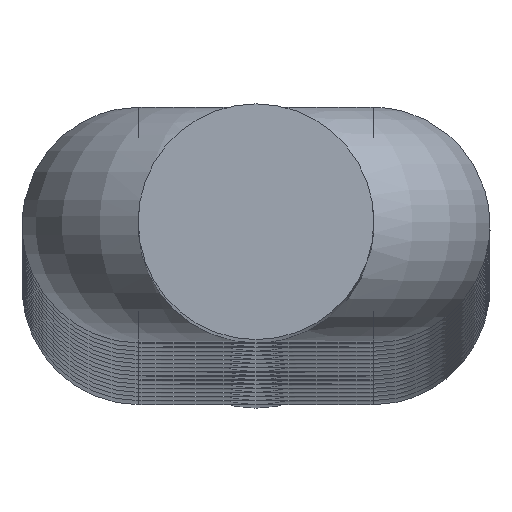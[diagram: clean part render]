
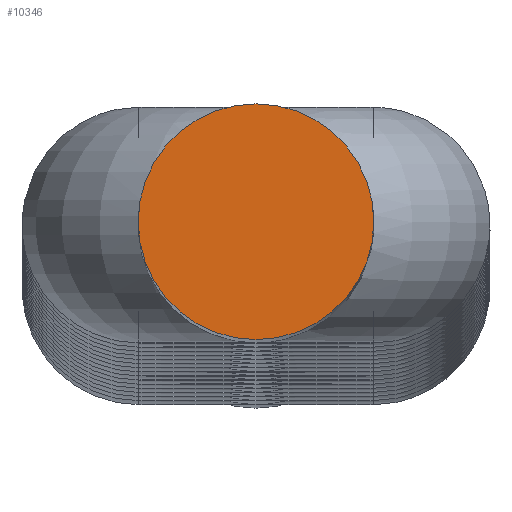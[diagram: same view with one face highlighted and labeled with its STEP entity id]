
A CAD part, top view. The second image highlights one B-rep face of the part: STEP entity #10346.
In plain terms, the highlighted planar face has unit normal (0, 0, 1).
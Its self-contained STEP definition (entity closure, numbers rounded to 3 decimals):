
#249 = CARTESIAN_POINT ( 'NONE',  ( 0., 0., 1000. ) ) ;
#277 = FACE_OUTER_BOUND ( 'NONE', #12298, .T. ) ;
#551 = DIRECTION ( 'NONE',  ( 0., 0., 1. ) ) ;
#1068 = CARTESIAN_POINT ( 'NONE',  ( 6., 0., 1000. ) ) ;
#1621 = DIRECTION ( 'NONE',  ( 1., 0., 0. ) ) ;
#2318 = DIRECTION ( 'NONE',  ( 1., 0., 0. ) ) ;
#2412 = DIRECTION ( 'NONE',  ( 0., 0., 1. ) ) ;
#3610 = VERTEX_POINT ( 'NONE', #1068 ) ;
#4855 = CIRCLE ( 'NONE', #13214, 6. ) ;
#7364 = EDGE_CURVE ( 'NONE', #3610, #3610, #4855, .T. ) ;
#9450 = AXIS2_PLACEMENT_3D ( 'NONE', #249, #2412, #2318 ) ;
#9705 = PLANE ( 'NONE',  #9450 ) ;
#10346 = ADVANCED_FACE ( 'NONE', ( #277 ), #9705, .T. ) ;
#11175 = CARTESIAN_POINT ( 'NONE',  ( 0., 0., 1000. ) ) ;
#12298 = EDGE_LOOP ( 'NONE', ( #12755 ) ) ;
#12755 = ORIENTED_EDGE ( 'NONE', *, *, #7364, .T. ) ;
#13214 = AXIS2_PLACEMENT_3D ( 'NONE', #11175, #551, #1621 ) ;
